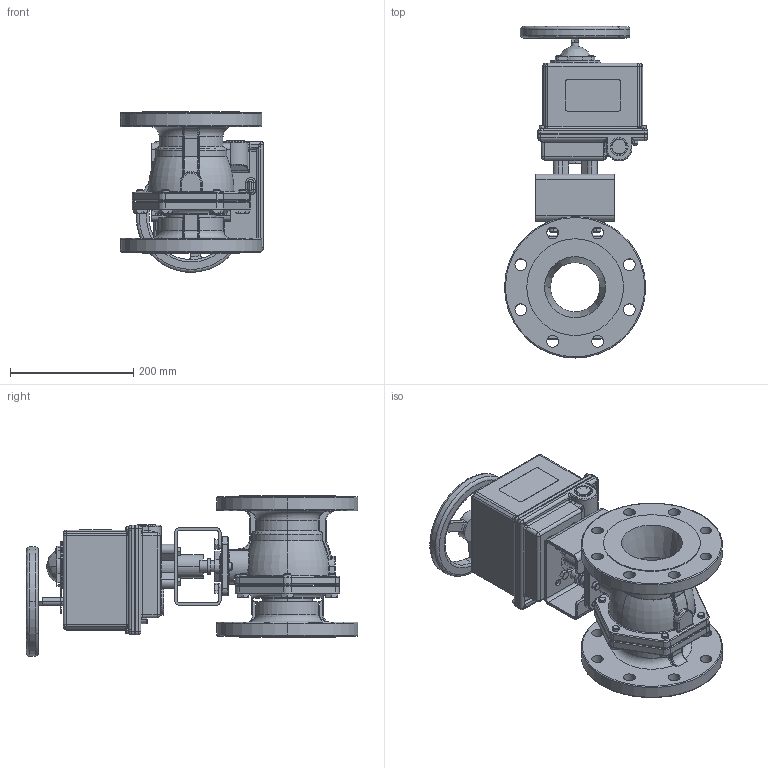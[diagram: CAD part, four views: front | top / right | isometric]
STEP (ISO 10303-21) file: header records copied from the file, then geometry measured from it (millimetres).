
FILE_DESCRIPTION (( 'STEP AP203' ), '1' );
FILE_NAME ('5801R-400_ER-10.STEP', '2017-12-01T19:31:55', ( '' ), ( '' ), 'SwSTEP 2.0', 'SolidWorks 2014', '' );
FILE_SCHEMA (( 'CONFIG_CONTROL_DESIGN' ));
Length unit declared in the file: inch
Products named in the file (1): 5801R-400_ER-10
Bounding box: 232.03 x 538.66 x 260.24 mm (x, y, z)
Surface area: 720542.4 mm2 (no closed solid volume)
Topology: 0 solids, 65 shells, 1072 faces, 3198 edges, 2127 vertices
Faces by surface type: cylinder 410, plane 304, bspline 183, torus 89, cone 82, sphere 4
Entity records: 48684 total; most frequent: CARTESIAN_POINT 21430, DIRECTION 5581, ORIENTED_EDGE 5313, EDGE_CURVE 3173, AXIS2_PLACEMENT_3D 2170, VERTEX_POINT 2127, CIRCLE 1280, LINE 1241
